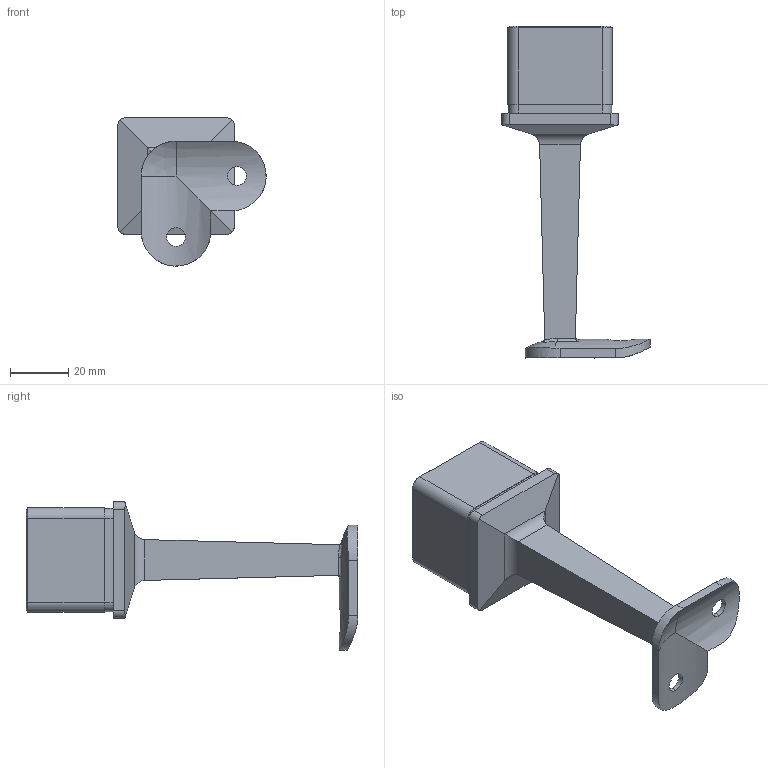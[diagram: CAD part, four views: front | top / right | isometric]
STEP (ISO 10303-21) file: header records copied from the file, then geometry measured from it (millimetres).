
FILE_DESCRIPTION (( 'STEP AP203' ), '1' );
FILE_NAME ('0100000000013334_15_A-4710-842.STEP', '2020-11-30T13:16:30', ( '' ), ( '' ), 'SwSTEP 2.0', 'SolidWorks 2019', '' );
FILE_SCHEMA (( 'CONFIG_CONTROL_DESIGN' ));
Length unit declared in the file: millimetre
Products named in the file (1): 0100000000013334_15_A-4710-842
Bounding box: 51 x 114.22 x 51 mm (x, y, z)
Volume: 29655.4 mm3; surface area: 18388.6 mm2
Topology: 1 solids, 1 shells, 127 faces, 316 edges, 189 vertices
Faces by surface type: plane 52, cylinder 50, bspline 10, cone 8, torus 4, sphere 3
Entity records: 4359 total; most frequent: CARTESIAN_POINT 1437, ORIENTED_EDGE 620, DIRECTION 560, EDGE_CURVE 310, AXIS2_PLACEMENT_3D 190, VERTEX_POINT 189, LINE 180, VECTOR 180
